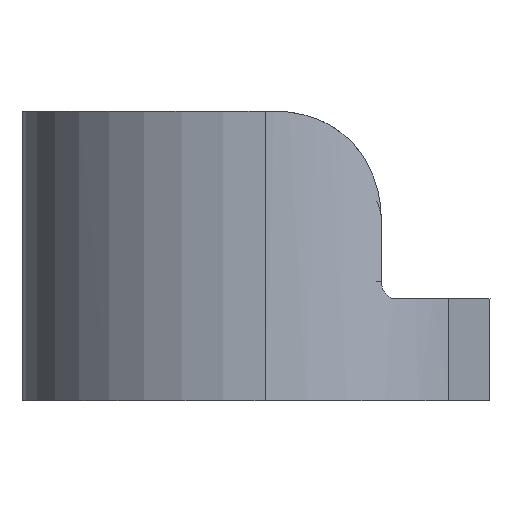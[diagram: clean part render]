
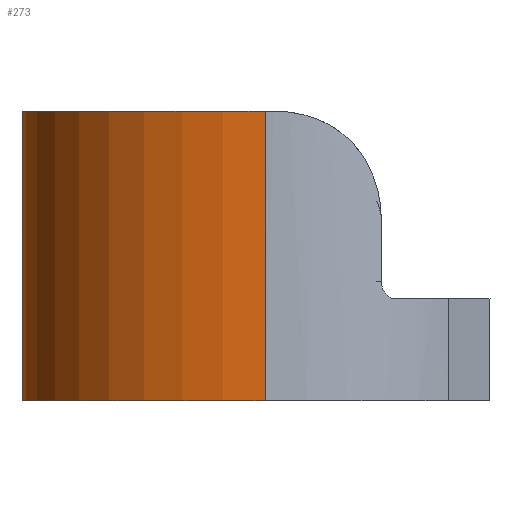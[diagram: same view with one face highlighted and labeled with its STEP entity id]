
A CAD part, left-side view. The second image highlights one B-rep face of the part: STEP entity #273.
In plain terms, the highlighted cylindrical face has radius 14.287 mm (diameter 28.575 mm), a partial arc.
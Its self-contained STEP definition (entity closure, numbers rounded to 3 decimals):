
#1 = CARTESIAN_POINT ( 'NONE',  ( 10.892, 11.094, 5.999 ) ) ;
#60 = DIRECTION ( 'NONE',  ( 0., 0., -1. ) ) ;
#81 = CARTESIAN_POINT ( 'NONE',  ( 10.418, 11.867, 6.484 ) ) ;
#114 = CARTESIAN_POINT ( 'NONE',  ( 7.32, 15.237, 16.719 ) ) ;
#118 = CARTESIAN_POINT ( 'NONE',  ( 10.237, 12.134, 12.351 ) ) ;
#125 = VERTEX_POINT ( 'NONE', #1703 ) ;
#147 = CYLINDRICAL_SURFACE ( 'NONE', #1295, 14.288 ) ;
#196 = ORIENTED_EDGE ( 'NONE', *, *, #2282, .T. ) ;
#199 = LINE ( 'NONE', #312, #2009 ) ;
#221 = ORIENTED_EDGE ( 'NONE', *, *, #1410, .T. ) ;
#266 = EDGE_LOOP ( 'NONE', ( #1604, #817, #440, #1167, #2185, #221, #196, #472 ) ) ;
#273 = ADVANCED_FACE ( 'NONE', ( #677 ), #147, .T. ) ;
#290 = EDGE_CURVE ( 'NONE', #1772, #1484, #199, .T. ) ;
#296 = CARTESIAN_POINT ( 'NONE',  ( 7.938, 14.728, 16.429 ) ) ;
#304 = CARTESIAN_POINT ( 'NONE',  ( 10.356, 11.958, 11.097 ) ) ;
#312 = CARTESIAN_POINT ( 'NONE',  ( 10.356, 11.958, 5.999 ) ) ;
#366 = B_SPLINE_CURVE_WITH_KNOTS ( 'NONE', 3,
 ( #639, #1008, #1910, #824, #2265, #81, #1152, #1962 ),
 .UNSPECIFIED., .F., .F.,
 ( 4, 2, 2, 4 ),
 ( 0., 0., 0.001, 0.002 ),
 .UNSPECIFIED. ) ;
#435 = CARTESIAN_POINT ( 'NONE',  ( 12.774, 4.006, 25.4 ) ) ;
#440 = ORIENTED_EDGE ( 'NONE', *, *, #1953, .T. ) ;
#457 = DIRECTION ( 'NONE',  ( 0., 0., -1. ) ) ;
#472 = ORIENTED_EDGE ( 'NONE', *, *, #1247, .F. ) ;
#473 = CARTESIAN_POINT ( 'NONE',  ( 5.585, 16.405, 17.018 ) ) ;
#489 = CARTESIAN_POINT ( 'NONE',  ( 8.603, 14.096, 15.904 ) ) ;
#508 = DIRECTION ( 'NONE',  ( 0., 0., -1. ) ) ;
#581 = CARTESIAN_POINT ( 'NONE',  ( -1.514, 4.006, 0. ) ) ;
#639 = CARTESIAN_POINT ( 'NONE',  ( 10.892, 11.094, 5.999 ) ) ;
#650 = CARTESIAN_POINT ( 'NONE',  ( 8.959, 13.726, 15.519 ) ) ;
#674 = CIRCLE ( 'NONE', #2272, 14.288 ) ;
#677 = FACE_OUTER_BOUND ( 'NONE', #266, .T. ) ;
#699 = CARTESIAN_POINT ( 'NONE',  ( -1.514, 4.006, 25.4 ) ) ;
#731 = CARTESIAN_POINT ( 'NONE',  ( -1.514, 4.006, 17.018 ) ) ;
#741 = VERTEX_POINT ( 'NONE', #1489 ) ;
#762 = DIRECTION ( 'NONE',  ( -1., 0., 0. ) ) ;
#817 = ORIENTED_EDGE ( 'NONE', *, *, #1144, .F. ) ;
#824 = CARTESIAN_POINT ( 'NONE',  ( 10.63, 11.534, 6.128 ) ) ;
#835 = CARTESIAN_POINT ( 'NONE',  ( 9.371, 13.265, 14.941 ) ) ;
#872 = CIRCLE ( 'NONE', #1255, 14.288 ) ;
#885 = DIRECTION ( 'NONE',  ( 1., 0., 0. ) ) ;
#915 = DIRECTION ( 'NONE',  ( 1., 0., 0. ) ) ;
#916 = B_SPLINE_CURVE_WITH_KNOTS ( 'NONE', 3,
 ( #473, #1533, #1011, #2269, #1190, #114, #1367, #296, #1546, #489, #1733, #650, #1919, #835, #2087, #1019, #2279, #1199, #118, #1373, #304, #1552 ),
 .UNSPECIFIED., .F., .F.,
 ( 4, 2, 2, 2, 2, 2, 2, 2, 2, 2, 4 ),
 ( 0., 0.001, 0.002, 0.003, 0.004, 0.004, 0.005, 0.006, 0.008, 0.009, 0.01 ),
 .UNSPECIFIED. ) ;
#971 = DIRECTION ( 'NONE',  ( 0., 0., -1. ) ) ;
#974 = CARTESIAN_POINT ( 'NONE',  ( -15.801, 4.006, 17.018 ) ) ;
#994 = EDGE_CURVE ( 'NONE', #1398, #1772, #366, .T. ) ;
#1008 = CARTESIAN_POINT ( 'NONE',  ( 10.825, 11.21, 5.999 ) ) ;
#1011 = CARTESIAN_POINT ( 'NONE',  ( 6.313, 15.966, 16.984 ) ) ;
#1019 = CARTESIAN_POINT ( 'NONE',  ( 9.848, 12.672, 13.913 ) ) ;
#1123 = CARTESIAN_POINT ( 'NONE',  ( 10.356, 11.958, 10.668 ) ) ;
#1144 = EDGE_CURVE ( 'NONE', #2086, #1763, #1323, .T. ) ;
#1152 = CARTESIAN_POINT ( 'NONE',  ( 10.356, 11.958, 6.747 ) ) ;
#1167 = ORIENTED_EDGE ( 'NONE', *, *, #290, .F. ) ;
#1183 = VERTEX_POINT ( 'NONE', #2003 ) ;
#1190 = CARTESIAN_POINT ( 'NONE',  ( 6.993, 15.487, 16.83 ) ) ;
#1199 = CARTESIAN_POINT ( 'NONE',  ( 10.164, 12.239, 12.763 ) ) ;
#1247 = EDGE_CURVE ( 'NONE', #125, #741, #674, .T. ) ;
#1255 = AXIS2_PLACEMENT_3D ( 'NONE', #2163, #457, #1997 ) ;
#1295 = AXIS2_PLACEMENT_3D ( 'NONE', #699, #508, #885 ) ;
#1323 = CIRCLE ( 'NONE', #1421, 14.287 ) ;
#1367 = CARTESIAN_POINT ( 'NONE',  ( 7.48, 15.109, 16.653 ) ) ;
#1373 = CARTESIAN_POINT ( 'NONE',  ( 10.332, 11.994, 11.519 ) ) ;
#1398 = VERTEX_POINT ( 'NONE', #1 ) ;
#1402 = VECTOR ( 'NONE', #60, 1000. ) ;
#1410 = EDGE_CURVE ( 'NONE', #1398, #1183, #872, .T. ) ;
#1421 = AXIS2_PLACEMENT_3D ( 'NONE', #731, #1990, #915 ) ;
#1483 = CARTESIAN_POINT ( 'NONE',  ( -15.801, 4.006, 25.4 ) ) ;
#1484 = VERTEX_POINT ( 'NONE', #1123 ) ;
#1489 = CARTESIAN_POINT ( 'NONE',  ( 12.774, 4.006, 0. ) ) ;
#1533 = CARTESIAN_POINT ( 'NONE',  ( 5.957, 16.192, 17.018 ) ) ;
#1546 = CARTESIAN_POINT ( 'NONE',  ( 8.218, 14.473, 16.242 ) ) ;
#1552 = CARTESIAN_POINT ( 'NONE',  ( 10.356, 11.958, 10.668 ) ) ;
#1604 = ORIENTED_EDGE ( 'NONE', *, *, #2222, .F. ) ;
#1609 = CARTESIAN_POINT ( 'NONE',  ( 5.585, 16.405, 17.018 ) ) ;
#1703 = CARTESIAN_POINT ( 'NONE',  ( -15.801, 4.006, 0. ) ) ;
#1718 = VECTOR ( 'NONE', #971, 1000. ) ;
#1733 = CARTESIAN_POINT ( 'NONE',  ( 8.727, 13.97, 15.781 ) ) ;
#1763 = VERTEX_POINT ( 'NONE', #974 ) ;
#1772 = VERTEX_POINT ( 'NONE', #2022 ) ;
#1827 = LINE ( 'NONE', #1483, #1402 ) ;
#1841 = DIRECTION ( 'NONE',  ( 0., 0., -1. ) ) ;
#1910 = CARTESIAN_POINT ( 'NONE',  ( 10.758, 11.324, 6.026 ) ) ;
#1919 = CARTESIAN_POINT ( 'NONE',  ( 9.067, 13.608, 15.38 ) ) ;
#1953 = EDGE_CURVE ( 'NONE', #2086, #1484, #916, .T. ) ;
#1962 = CARTESIAN_POINT ( 'NONE',  ( 10.356, 11.958, 7.015 ) ) ;
#1990 = DIRECTION ( 'NONE',  ( 0., 0., 1. ) ) ;
#1997 = DIRECTION ( 'NONE',  ( -1., 0., 0. ) ) ;
#2003 = CARTESIAN_POINT ( 'NONE',  ( 12.774, 4.006, 5.999 ) ) ;
#2009 = VECTOR ( 'NONE', #2286, 1000. ) ;
#2022 = CARTESIAN_POINT ( 'NONE',  ( 10.356, 11.958, 7.015 ) ) ;
#2086 = VERTEX_POINT ( 'NONE', #1609 ) ;
#2087 = CARTESIAN_POINT ( 'NONE',  ( 9.547, 13.053, 14.618 ) ) ;
#2163 = CARTESIAN_POINT ( 'NONE',  ( -1.514, 4.006, 5.999 ) ) ;
#2185 = ORIENTED_EDGE ( 'NONE', *, *, #994, .F. ) ;
#2190 = LINE ( 'NONE', #435, #1718 ) ;
#2222 = EDGE_CURVE ( 'NONE', #1763, #125, #1827, .T. ) ;
#2265 = CARTESIAN_POINT ( 'NONE',  ( 10.57, 11.63, 6.203 ) ) ;
#2269 = CARTESIAN_POINT ( 'NONE',  ( 6.826, 15.609, 16.876 ) ) ;
#2272 = AXIS2_PLACEMENT_3D ( 'NONE', #581, #1841, #762 ) ;
#2279 = CARTESIAN_POINT ( 'NONE',  ( 9.97, 12.508, 13.542 ) ) ;
#2282 = EDGE_CURVE ( 'NONE', #1183, #741, #2190, .T. ) ;
#2286 = DIRECTION ( 'NONE',  ( 0., 0., 1. ) ) ;
